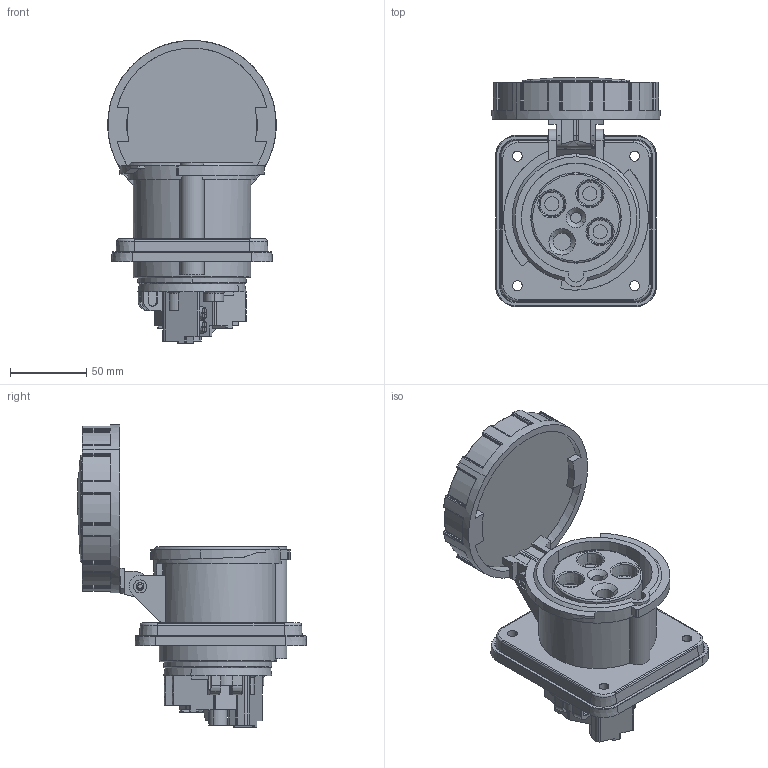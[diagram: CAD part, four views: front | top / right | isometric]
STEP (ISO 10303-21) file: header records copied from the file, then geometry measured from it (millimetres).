
FILE_DESCRIPTION (( 'STEP AP203' ), '1' );
FILE_NAME ('BRY460R7W.step', '2022-08-17T19:42:42', ( '' ), ( '' ), 'SwSTEP 2.0', 'SolidWorks 2021', '' );
FILE_SCHEMA (( 'CONFIG_CONTROL_DESIGN' ));
Length unit declared in the file: millimetre
Products named in the file (1): BRY460R7W
Bounding box: 110.31 x 150.27 x 198.66 mm (x, y, z)
Volume: 668450.5 mm3; surface area: 130853.3 mm2
Topology: 2 solids, 3 shells, 1651 faces, 4429 edges, 2841 vertices
Faces by surface type: plane 654, cylinder 556, torus 187, bspline 150, cone 100, sphere 4
Entity records: 54232 total; most frequent: CARTESIAN_POINT 13929, ORIENTED_EDGE 8826, DIRECTION 8077, EDGE_CURVE 4413, AXIS2_PLACEMENT_3D 2949, VERTEX_POINT 2841, VECTOR 2179, LINE 2179
